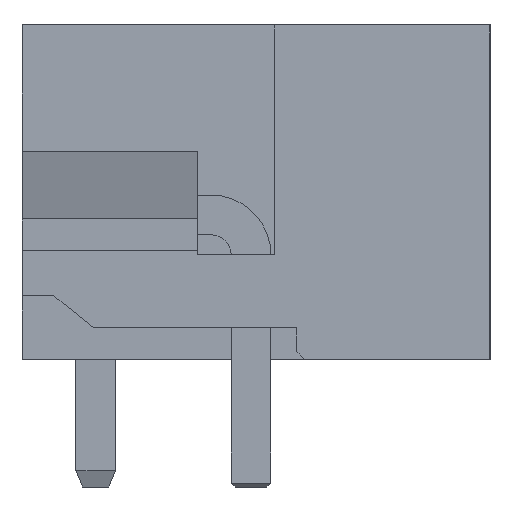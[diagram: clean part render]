
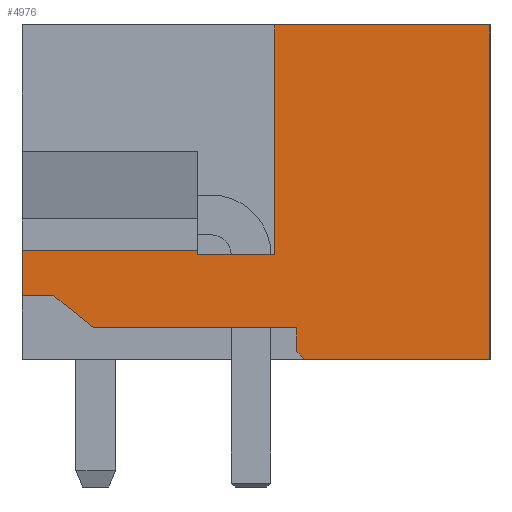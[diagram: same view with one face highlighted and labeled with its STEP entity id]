
A CAD part, left-side view. The second image highlights one B-rep face of the part: STEP entity #4976.
In plain terms, the highlighted planar face has unit normal (-1, 0, 0).
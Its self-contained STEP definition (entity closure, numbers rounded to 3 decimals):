
#4940=AXIS2_PLACEMENT_3D('Plane Axis2P3D',#4937,#4938,#4939) ;
#374=CARTESIAN_POINT('Vertex',(0.,0.,3.2)) ;
#377=CARTESIAN_POINT('Line Origine',(0.,2.325,3.2)) ;
#381=CARTESIAN_POINT('Vertex',(0.,4.65,3.2)) ;
#866=CARTESIAN_POINT('Vertex',(0.,0.,11.6)) ;
#869=CARTESIAN_POINT('Line Origine',(0.,0.,7.4)) ;
#1492=CARTESIAN_POINT('Vertex',(0.,5.4,11.6)) ;
#1495=CARTESIAN_POINT('Line Origine',(0.,2.7,11.6)) ;
#1651=CARTESIAN_POINT('Vertex',(0.,11.75,4.8)) ;
#1654=CARTESIAN_POINT('Line Origine',(0.,11.75,5.365)) ;
#1658=CARTESIAN_POINT('Vertex',(0.,11.75,5.93)) ;
#4455=CARTESIAN_POINT('Line Origine',(0.,11.35,4.8)) ;
#4459=CARTESIAN_POINT('Vertex',(0.,10.95,4.8)) ;
#4527=CARTESIAN_POINT('Line Origine',(0.,10.45,4.4)) ;
#4531=CARTESIAN_POINT('Vertex',(0.,9.95,4.)) ;
#4551=CARTESIAN_POINT('Line Origine',(0.,4.75,3.3)) ;
#4555=CARTESIAN_POINT('Vertex',(0.,4.85,3.4)) ;
#4575=CARTESIAN_POINT('Line Origine',(0.,4.85,3.7)) ;
#4579=CARTESIAN_POINT('Vertex',(0.,4.85,4.)) ;
#4599=CARTESIAN_POINT('Line Origine',(0.,7.4,4.)) ;
#4622=CARTESIAN_POINT('Vertex',(0.,7.35,5.93)) ;
#4630=CARTESIAN_POINT('Line Origine',(0.,9.55,5.93)) ;
#4937=CARTESIAN_POINT('Axis2P3D Location',(0.,0.,0.)) ;
#4942=CARTESIAN_POINT('Line Origine',(0.,5.4,8.715)) ;
#4946=CARTESIAN_POINT('Vertex',(0.,5.4,5.83)) ;
#4949=CARTESIAN_POINT('Line Origine',(0.,6.375,5.83)) ;
#4953=CARTESIAN_POINT('Vertex',(0.,7.35,5.83)) ;
#4956=CARTESIAN_POINT('Line Origine',(0.,7.35,5.88)) ;
#378=DIRECTION('Vector Direction',(0.,1.,0.)) ;
#870=DIRECTION('Vector Direction',(0.,0.,1.)) ;
#1496=DIRECTION('Vector Direction',(0.,-1.,0.)) ;
#1655=DIRECTION('Vector Direction',(0.,0.,-1.)) ;
#4456=DIRECTION('Vector Direction',(0.,-1.,0.)) ;
#4528=DIRECTION('Vector Direction',(0.,-0.781,-0.625)) ;
#4552=DIRECTION('Vector Direction',(0.,-0.707,-0.707)) ;
#4576=DIRECTION('Vector Direction',(0.,0.,-1.)) ;
#4600=DIRECTION('Vector Direction',(0.,-1.,0.)) ;
#4631=DIRECTION('Vector Direction',(0.,1.,0.)) ;
#4938=DIRECTION('Axis2P3D Direction',(-1.,0.,0.)) ;
#4939=DIRECTION('Axis2P3D XDirection',(0.,-1.,0.)) ;
#4943=DIRECTION('Vector Direction',(0.,0.,-1.)) ;
#4950=DIRECTION('Vector Direction',(0.,1.,0.)) ;
#4957=DIRECTION('Vector Direction',(0.,0.,-1.)) ;
#379=VECTOR('Line Direction',#378,1.) ;
#871=VECTOR('Line Direction',#870,1.) ;
#1497=VECTOR('Line Direction',#1496,1.) ;
#1656=VECTOR('Line Direction',#1655,1.) ;
#4457=VECTOR('Line Direction',#4456,1.) ;
#4529=VECTOR('Line Direction',#4528,1.) ;
#4553=VECTOR('Line Direction',#4552,1.) ;
#4577=VECTOR('Line Direction',#4576,1.) ;
#4601=VECTOR('Line Direction',#4600,1.) ;
#4632=VECTOR('Line Direction',#4631,1.) ;
#4944=VECTOR('Line Direction',#4943,1.) ;
#4951=VECTOR('Line Direction',#4950,1.) ;
#4958=VECTOR('Line Direction',#4957,1.) ;
#4962=ORIENTED_EDGE('',*,*,#4634,.T.) ;
#4963=ORIENTED_EDGE('',*,*,#1660,.T.) ;
#4964=ORIENTED_EDGE('',*,*,#4461,.F.) ;
#4965=ORIENTED_EDGE('',*,*,#4533,.F.) ;
#4966=ORIENTED_EDGE('',*,*,#4603,.F.) ;
#4967=ORIENTED_EDGE('',*,*,#4581,.F.) ;
#4968=ORIENTED_EDGE('',*,*,#4557,.F.) ;
#4969=ORIENTED_EDGE('',*,*,#383,.T.) ;
#4970=ORIENTED_EDGE('',*,*,#873,.T.) ;
#4971=ORIENTED_EDGE('',*,*,#1499,.T.) ;
#4972=ORIENTED_EDGE('',*,*,#4948,.T.) ;
#4973=ORIENTED_EDGE('',*,*,#4955,.T.) ;
#4974=ORIENTED_EDGE('',*,*,#4960,.F.) ;
#4976=ADVANCED_FACE('HOUSING',(#4975),#4941,.T.) ;
#383=EDGE_CURVE('',#382,#375,#380,.F.) ;
#873=EDGE_CURVE('',#375,#867,#872,.T.) ;
#1499=EDGE_CURVE('',#867,#1493,#1498,.F.) ;
#1660=EDGE_CURVE('',#1659,#1652,#1657,.T.) ;
#4461=EDGE_CURVE('',#4460,#1652,#4458,.F.) ;
#4533=EDGE_CURVE('',#4532,#4460,#4530,.F.) ;
#4557=EDGE_CURVE('',#382,#4556,#4554,.F.) ;
#4581=EDGE_CURVE('',#4556,#4580,#4578,.F.) ;
#4603=EDGE_CURVE('',#4580,#4532,#4602,.F.) ;
#4634=EDGE_CURVE('',#4623,#1659,#4633,.T.) ;
#4948=EDGE_CURVE('',#1493,#4947,#4945,.T.) ;
#4955=EDGE_CURVE('',#4947,#4954,#4952,.T.) ;
#4960=EDGE_CURVE('',#4623,#4954,#4959,.T.) ;
#4961=EDGE_LOOP('',(#4962,#4963,#4964,#4965,#4966,#4967,#4968,#4969,#4970,#4971,#4972,#4973,#4974)) ;
#4975=FACE_OUTER_BOUND('',#4961,.T.) ;
#380=LINE('Line',#377,#379) ;
#872=LINE('Line',#869,#871) ;
#1498=LINE('Line',#1495,#1497) ;
#1657=LINE('Line',#1654,#1656) ;
#4458=LINE('Line',#4455,#4457) ;
#4530=LINE('Line',#4527,#4529) ;
#4554=LINE('Line',#4551,#4553) ;
#4578=LINE('Line',#4575,#4577) ;
#4602=LINE('Line',#4599,#4601) ;
#4633=LINE('Line',#4630,#4632) ;
#4945=LINE('Line',#4942,#4944) ;
#4952=LINE('Line',#4949,#4951) ;
#4959=LINE('Line',#4956,#4958) ;
#4941=PLANE('',#4940) ;
#375=VERTEX_POINT('',#374) ;
#382=VERTEX_POINT('',#381) ;
#867=VERTEX_POINT('',#866) ;
#1493=VERTEX_POINT('',#1492) ;
#1652=VERTEX_POINT('',#1651) ;
#1659=VERTEX_POINT('',#1658) ;
#4460=VERTEX_POINT('',#4459) ;
#4532=VERTEX_POINT('',#4531) ;
#4556=VERTEX_POINT('',#4555) ;
#4580=VERTEX_POINT('',#4579) ;
#4623=VERTEX_POINT('',#4622) ;
#4947=VERTEX_POINT('',#4946) ;
#4954=VERTEX_POINT('',#4953) ;
